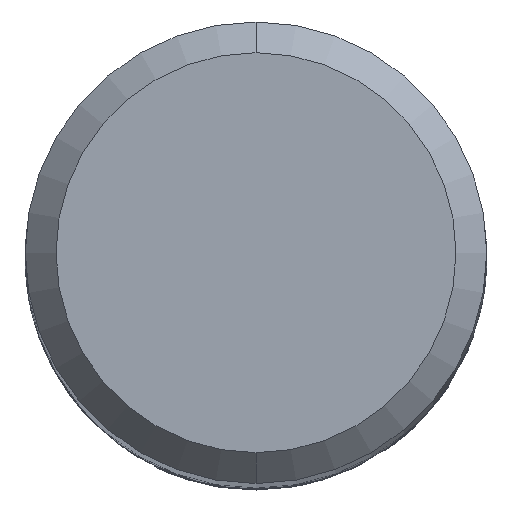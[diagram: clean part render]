
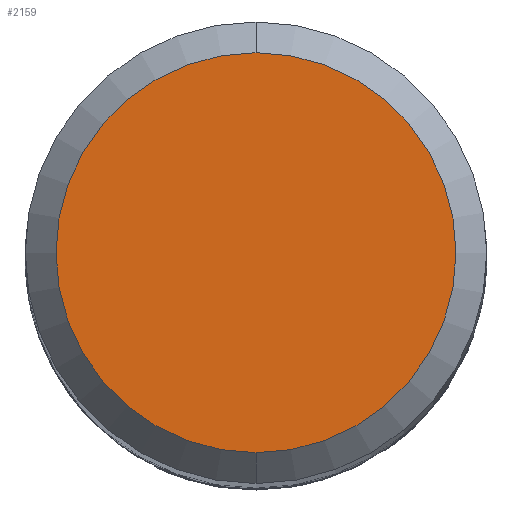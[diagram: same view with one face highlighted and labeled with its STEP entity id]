
A CAD part, top view. The second image highlights one B-rep face of the part: STEP entity #2159.
In plain terms, the highlighted planar face has unit normal (0, 0, 1).
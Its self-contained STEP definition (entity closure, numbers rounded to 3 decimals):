
#1337=EDGE_CURVE('',#1433,#1729,#3162,.T.);
#1433=VERTEX_POINT('',#3267);
#1729=VERTEX_POINT('',#3587);
#1823=EDGE_CURVE('',#1729,#1433,#3692,.T.);
#2159=ADVANCED_FACE('',(#4056),#4057,.T.);
#3162=CIRCLE('',#6967,2.6);
#3267=CARTESIAN_POINT('',(0.,-2.6,0.0));
#3587=CARTESIAN_POINT('',(0.0,2.6,0.0));
#3692=CIRCLE('',#9526,2.6);
#4056=FACE_OUTER_BOUND('',#11917,.T.);
#4057=PLANE('',#11918);
#6967=AXIS2_PLACEMENT_3D('',#15194,#15195,#15196);
#9526=AXIS2_PLACEMENT_3D('',#15838,#15839,#15840);
#11917=EDGE_LOOP('',(#16186,#16187));
#11918=AXIS2_PLACEMENT_3D('',#16188,#16189,#16190);
#15194=CARTESIAN_POINT('',(0.0,0.0,0.0));
#15195=DIRECTION('',(0.0,0.0,-1.0));
#15196=DIRECTION('',(0.0,1.0,0.0));
#15838=CARTESIAN_POINT('',(0.0,0.0,0.0));
#15839=DIRECTION('',(0.0,0.0,-1.0));
#15840=DIRECTION('',(0.0,1.0,0.0));
#16186=ORIENTED_EDGE('',*,*,#1823,.F.);
#16187=ORIENTED_EDGE('',*,*,#1337,.F.);
#16188=CARTESIAN_POINT('',(0.0,1.3,0.0));
#16189=DIRECTION('',(-0.0,0.0,1.0));
#16190=DIRECTION('',(0.0,-1.0,0.0));
